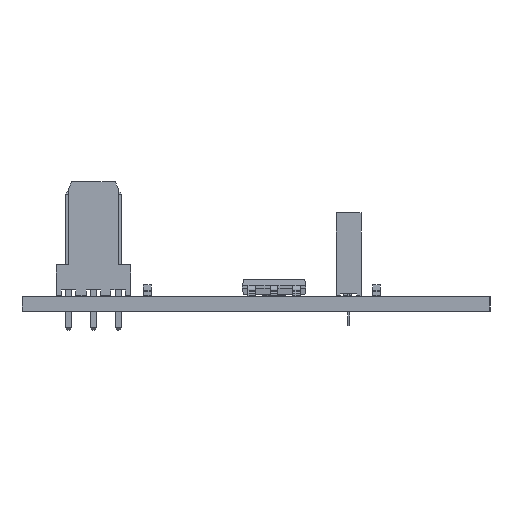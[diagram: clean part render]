
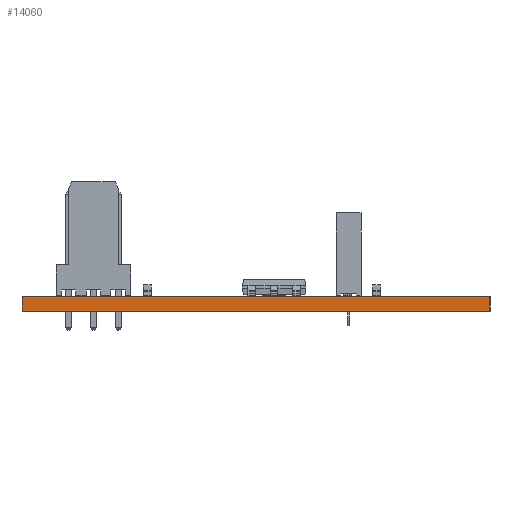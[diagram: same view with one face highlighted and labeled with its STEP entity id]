
A CAD part, left-side view. The second image highlights one B-rep face of the part: STEP entity #14060.
In plain terms, the highlighted planar face has unit normal (-1, 0, 0).
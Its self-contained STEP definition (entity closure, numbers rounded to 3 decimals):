
#14004 = VERTEX_POINT('',#14005);
#14005 = CARTESIAN_POINT('',(81.5,-123.,1.51));
#14011 = EDGE_CURVE('',#14012,#14004,#14014,.T.);
#14012 = VERTEX_POINT('',#14013);
#14013 = CARTESIAN_POINT('',(81.5,-123.,0.));
#14014 = LINE('',#14015,#14016);
#14015 = CARTESIAN_POINT('',(81.5,-123.,0.));
#14016 = VECTOR('',#14017,1.);
#14017 = DIRECTION('',(0.,0.,1.));
#14060 = ADVANCED_FACE('',(#14061),#14086,.T.);
#14061 = FACE_BOUND('',#14062,.T.);
#14062 = EDGE_LOOP('',(#14063,#14064,#14072,#14080));
#14063 = ORIENTED_EDGE('',*,*,#14011,.T.);
#14064 = ORIENTED_EDGE('',*,*,#14065,.T.);
#14065 = EDGE_CURVE('',#14004,#14066,#14068,.T.);
#14066 = VERTEX_POINT('',#14067);
#14067 = CARTESIAN_POINT('',(81.5,-75.,1.51));
#14068 = LINE('',#14069,#14070);
#14069 = CARTESIAN_POINT('',(81.5,-123.,1.51));
#14070 = VECTOR('',#14071,1.);
#14071 = DIRECTION('',(0.,1.,0.));
#14072 = ORIENTED_EDGE('',*,*,#14073,.F.);
#14073 = EDGE_CURVE('',#14074,#14066,#14076,.T.);
#14074 = VERTEX_POINT('',#14075);
#14075 = CARTESIAN_POINT('',(81.5,-75.,0.));
#14076 = LINE('',#14077,#14078);
#14077 = CARTESIAN_POINT('',(81.5,-75.,0.));
#14078 = VECTOR('',#14079,1.);
#14079 = DIRECTION('',(0.,0.,1.));
#14080 = ORIENTED_EDGE('',*,*,#14081,.F.);
#14081 = EDGE_CURVE('',#14012,#14074,#14082,.T.);
#14082 = LINE('',#14083,#14084);
#14083 = CARTESIAN_POINT('',(81.5,-123.,0.));
#14084 = VECTOR('',#14085,1.);
#14085 = DIRECTION('',(0.,1.,0.));
#14086 = PLANE('',#14087);
#14087 = AXIS2_PLACEMENT_3D('',#14088,#14089,#14090);
#14088 = CARTESIAN_POINT('',(81.5,-123.,0.));
#14089 = DIRECTION('',(-1.,0.,0.));
#14090 = DIRECTION('',(0.,1.,0.));
